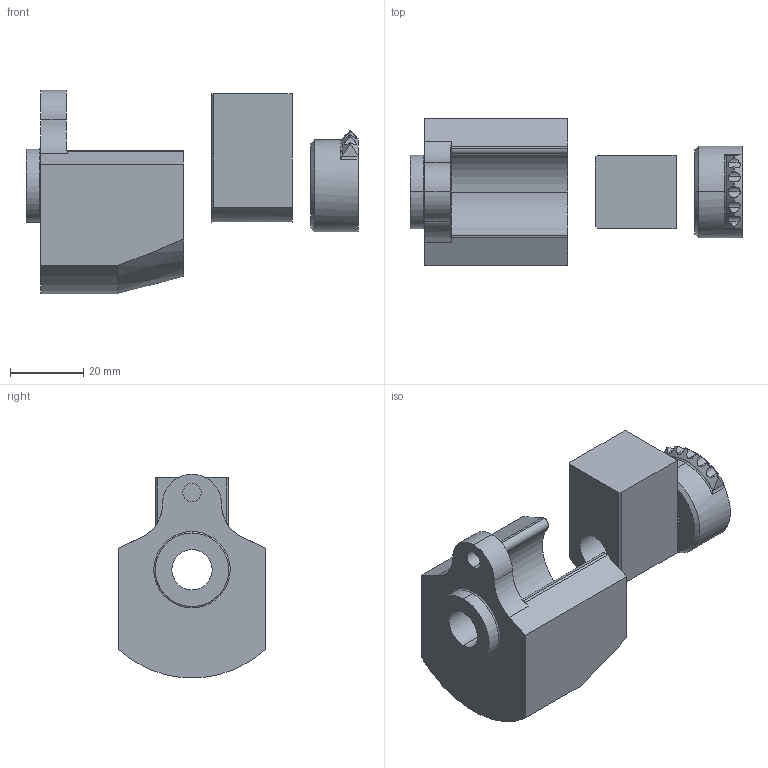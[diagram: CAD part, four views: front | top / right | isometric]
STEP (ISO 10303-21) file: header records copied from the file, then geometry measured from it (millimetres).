
FILE_DESCRIPTION (( 'STEP AP214' ), '1' );
FILE_NAME ('1702.600.stp', '2018-03-26T11:04:54', ( '' ), ( '' ), 'SwSTEP 2.0', 'SolidWorks 2016', '' );
FILE_SCHEMA (( 'AUTOMOTIVE_DESIGN' ));
Length unit declared in the file: millimetre
Products named in the file (1): 1702.600
Bounding box: 90.38 x 40 x 55.4 mm (x, y, z)
Volume: 57797.2 mm3; surface area: 17027.7 mm2
Topology: 3 solids, 3 shells, 79 faces, 203 edges, 132 vertices
Faces by surface type: cylinder 46, plane 20, bspline 7, cone 6
Entity records: 2943 total; most frequent: CARTESIAN_POINT 986, ORIENTED_EDGE 406, DIRECTION 388, EDGE_CURVE 203, AXIS2_PLACEMENT_3D 154, VERTEX_POINT 132, EDGE_LOOP 89, CIRCLE 81
